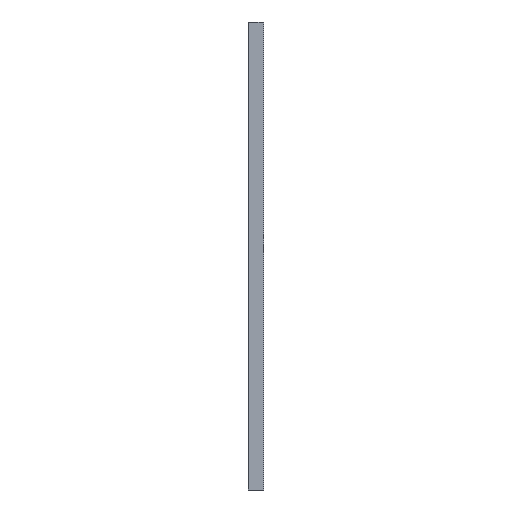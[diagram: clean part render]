
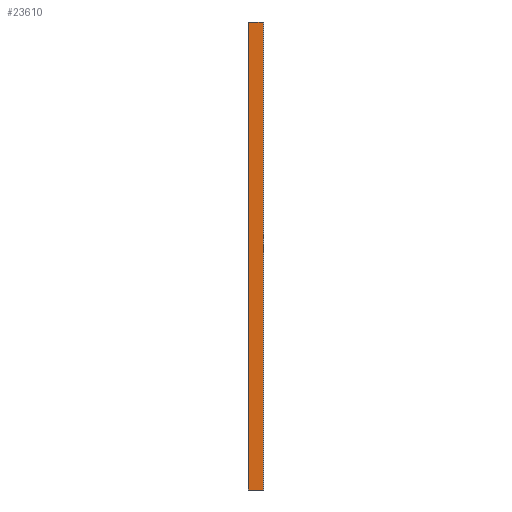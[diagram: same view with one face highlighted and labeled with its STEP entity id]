
A CAD part, left-side view. The second image highlights one B-rep face of the part: STEP entity #23610.
In plain terms, the highlighted planar face has unit normal (-1, 0, 0).
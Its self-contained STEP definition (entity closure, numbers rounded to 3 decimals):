
#345=DIRECTION('',(0.,1.,0.));
#346=VECTOR('',#345,63.);
#347=CARTESIAN_POINT('',(-52.5,3.,0.));
#348=LINE('',#347,#346);
#6178=DIRECTION('',(0.,0.,-1.));
#6179=VECTOR('',#6178,2000.);
#6180=CARTESIAN_POINT('',(-52.5,66.,0.));
#6181=LINE('',#6180,#6179);
#6182=DIRECTION('',(0.,1.,0.));
#6183=VECTOR('',#6182,63.);
#6184=CARTESIAN_POINT('',(-52.5,3.,-2000.));
#6185=LINE('',#6184,#6183);
#6186=DIRECTION('',(0.,0.,1.));
#6187=VECTOR('',#6186,2000.);
#6188=CARTESIAN_POINT('',(-52.5,3.,-2000.));
#6189=LINE('',#6188,#6187);
#15020=CARTESIAN_POINT('',(-52.5,3.,0.));
#15021=VERTEX_POINT('',#15020);
#15022=CARTESIAN_POINT('',(-52.5,66.,0.));
#15023=VERTEX_POINT('',#15022);
#15304=CARTESIAN_POINT('',(-52.5,66.,-2000.));
#15305=VERTEX_POINT('',#15304);
#15306=CARTESIAN_POINT('',(-52.5,3.,-2000.));
#15307=VERTEX_POINT('',#15306);
#23598=CARTESIAN_POINT('',(-52.5,68.,0.));
#23599=DIRECTION('',(-1.,0.,0.));
#23600=DIRECTION('',(0.,-1.,0.));
#23601=AXIS2_PLACEMENT_3D('',#23598,#23599,#23600);
#23602=PLANE('',#23601);
#23603=ORIENTED_EDGE('',*,*,#23593,.F.);
#23604=ORIENTED_EDGE('',*,*,#19809,.F.);
#23606=ORIENTED_EDGE('',*,*,#23605,.F.);
#23607=ORIENTED_EDGE('',*,*,#20115,.T.);
#23608=EDGE_LOOP('',(#23603,#23604,#23606,#23607));
#23609=FACE_OUTER_BOUND('',#23608,.F.);
#19809=EDGE_CURVE('',#15021,#15023,#348,.T.);
#20115=EDGE_CURVE('',#15307,#15305,#6185,.T.);
#23593=EDGE_CURVE('',#15023,#15305,#6181,.T.);
#23605=EDGE_CURVE('',#15307,#15021,#6189,.T.);
#23610=ADVANCED_FACE('',(#23609),#23602,.T.);
